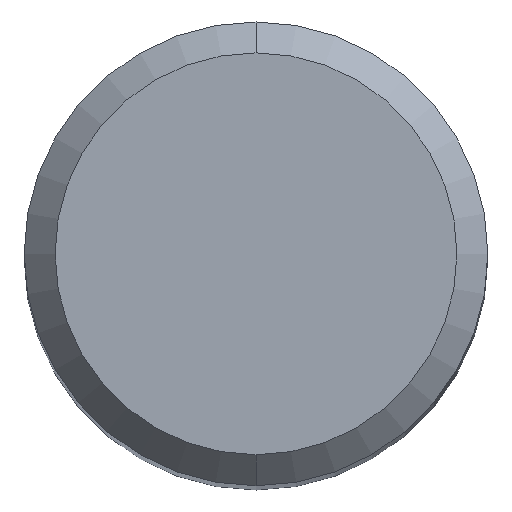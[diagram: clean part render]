
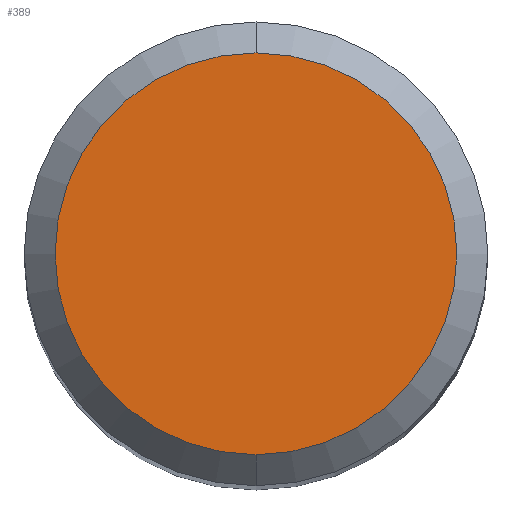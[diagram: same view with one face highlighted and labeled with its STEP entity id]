
A CAD part, top view. The second image highlights one B-rep face of the part: STEP entity #389.
In plain terms, the highlighted planar face has unit normal (0, 0, 1).
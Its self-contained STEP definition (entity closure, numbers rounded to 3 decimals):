
#223=VERTEX_POINT('',#544);
#227=EDGE_CURVE('',#223,#411,#548,.T.);
#303=EDGE_CURVE('',#411,#223,#631,.T.);
#389=ADVANCED_FACE('',(#724),#725,.T.);
#411=VERTEX_POINT('',#751);
#544=CARTESIAN_POINT('',(0.0,2.6,0.0));
#548=CIRCLE('',#949,2.6);
#631=CIRCLE('',#1148,2.6);
#724=FACE_OUTER_BOUND('',#1307,.T.);
#725=PLANE('',#1308);
#751=CARTESIAN_POINT('',(0.,-2.6,0.0));
#949=AXIS2_PLACEMENT_3D('',#1539,#1540,#1541);
#1148=AXIS2_PLACEMENT_3D('',#1620,#1621,#1622);
#1307=EDGE_LOOP('',(#1732,#1733));
#1308=AXIS2_PLACEMENT_3D('',#1734,#1735,#1736);
#1539=CARTESIAN_POINT('',(0.0,0.0,0.0));
#1540=DIRECTION('',(0.0,0.0,-1.0));
#1541=DIRECTION('',(0.0,1.0,0.0));
#1620=CARTESIAN_POINT('',(0.0,0.0,0.0));
#1621=DIRECTION('',(0.0,0.0,-1.0));
#1622=DIRECTION('',(0.0,1.0,0.0));
#1732=ORIENTED_EDGE('',*,*,#227,.F.);
#1733=ORIENTED_EDGE('',*,*,#303,.F.);
#1734=CARTESIAN_POINT('',(0.0,1.3,0.0));
#1735=DIRECTION('',(-0.0,0.0,1.0));
#1736=DIRECTION('',(0.0,-1.0,0.0));
